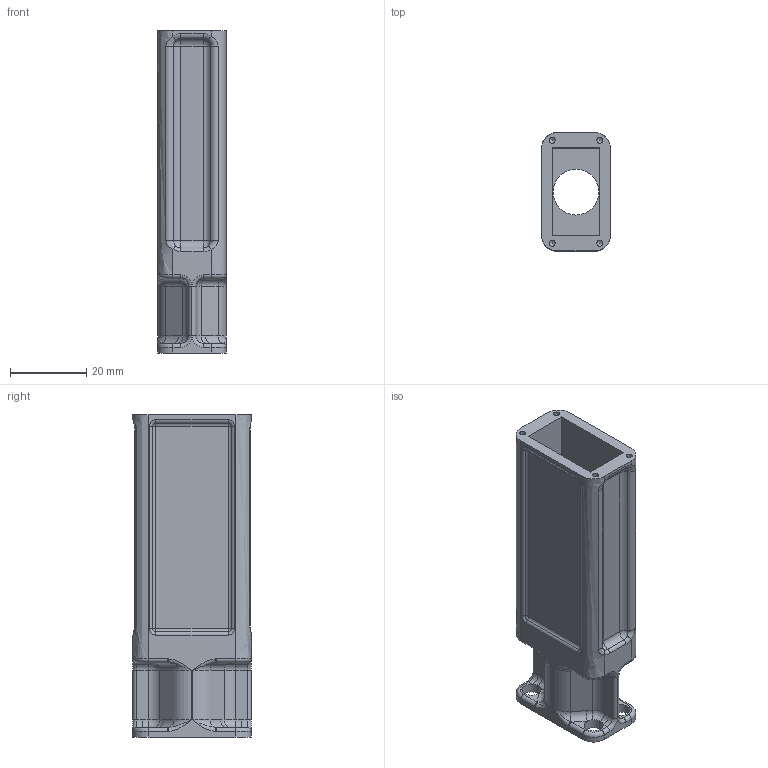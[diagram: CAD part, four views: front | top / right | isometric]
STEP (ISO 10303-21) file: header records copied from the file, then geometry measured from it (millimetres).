
FILE_DESCRIPTION(/* description */ (''),/* implementation_level */ '2;1');
FILE_NAME(/* name */ 'Embout Manivelle.stp',/* time_stamp */ '2018-06-28T06:30:06+02:00',/* author */ ('picard'),/* organization */ ('Cycles PICARD'),/* preprocessor_version */ 'ST-DEVELOPER v16.5',/* originating_system */ 'Autodesk Inventor 2017',/* authorisation */ 'Michel PICARD');
FILE_SCHEMA (('AUTOMOTIVE_DESIGN { 1 0 10303 214 3 1 1 }'));
Length unit declared in the file: millimetre
Products named in the file (1): Embout Manivelle
Bounding box: 18 x 31 x 84.5 mm (x, y, z)
Volume: 14447.1 mm3; surface area: 14822.2 mm2
Topology: 1 solids, 1 shells, 239 faces, 560 edges, 316 vertices
Faces by surface type: cylinder 104, plane 41, torus 38, bspline 36, sphere 16, cone 4
Full cylindrical faces by diameter (mm): 1.567 x4, 5 x4, 12 x1, 14 x1
Entity records: 7871 total; most frequent: CARTESIAN_POINT 2530, DIRECTION 1182, ORIENTED_EDGE 1060, EDGE_CURVE 530, AXIS2_PLACEMENT_3D 492, VERTEX_POINT 308, CIRCLE 272, EDGE_LOOP 264
